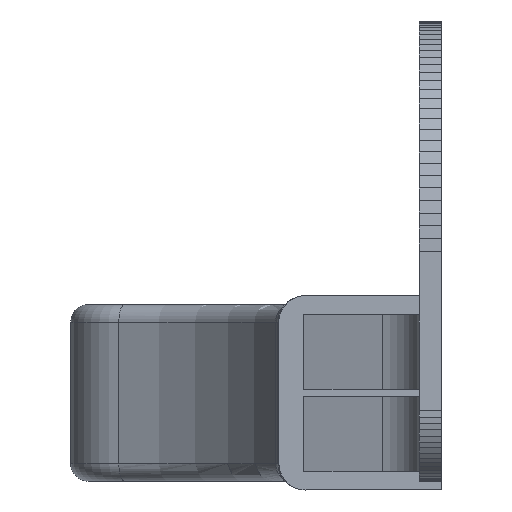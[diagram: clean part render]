
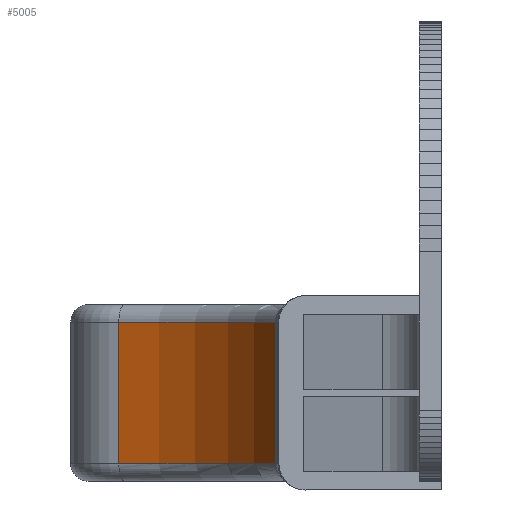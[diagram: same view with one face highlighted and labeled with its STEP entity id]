
A CAD part, left-side view. The second image highlights one B-rep face of the part: STEP entity #5005.
In plain terms, the highlighted cylindrical face has radius 32.576 mm (diameter 65.153 mm), a partial arc.
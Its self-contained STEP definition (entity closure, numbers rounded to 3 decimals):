
#49=CYLINDRICAL_SURFACE('',#5295,32.576);
#110=CIRCLE('',#5294,32.576);
#111=CIRCLE('',#5296,32.576);
#334=FACE_OUTER_BOUND('',#591,.T.);
#591=EDGE_LOOP('',(#4281,#4282,#4283,#4284));
#1228=LINE('',#9348,#1861);
#1231=LINE('',#9542,#1864);
#1861=VECTOR('',#6321,16.);
#1864=VECTOR('',#6338,16.);
#2432=VERTEX_POINT('',#9325);
#2433=VERTEX_POINT('',#9346);
#2434=VERTEX_POINT('',#9525);
#2435=VERTEX_POINT('',#9540);
#3079=EDGE_CURVE('',#2433,#2432,#1228,.T.);
#3083=EDGE_CURVE('',#2432,#2434,#110,.T.);
#3085=EDGE_CURVE('',#2435,#2433,#111,.T.);
#3086=EDGE_CURVE('',#2435,#2434,#1231,.T.);
#4281=ORIENTED_EDGE('',*,*,#3079,.F.);
#4282=ORIENTED_EDGE('',*,*,#3085,.F.);
#4283=ORIENTED_EDGE('',*,*,#3086,.T.);
#4284=ORIENTED_EDGE('',*,*,#3083,.F.);
#5005=ADVANCED_FACE('',(#334),#49,.F.);
#5294=AXIS2_PLACEMENT_3D('',#9526,#6332,#6333);
#5295=AXIS2_PLACEMENT_3D('',#9539,#6334,#6335);
#5296=AXIS2_PLACEMENT_3D('',#9541,#6336,#6337);
#6321=DIRECTION('',(0.,0.,-1.));
#6332=DIRECTION('center_axis',(0.,0.,1.));
#6333=DIRECTION('ref_axis',(0.683,-0.731,0.));
#6334=DIRECTION('center_axis',(0.,0.,-1.));
#6335=DIRECTION('ref_axis',(-0.305,0.952,0.));
#6336=DIRECTION('center_axis',(0.,0.,-1.));
#6337=DIRECTION('ref_axis',(0.683,-0.731,0.));
#6338=DIRECTION('',(0.,0.,-1.));
#9325=CARTESIAN_POINT('',(-24.437,-23.216,-18.));
#9346=CARTESIAN_POINT('',(-24.437,-23.216,-2.));
#9348=CARTESIAN_POINT('',(-24.437,-23.216,0.));
#9525=CARTESIAN_POINT('',(-7.389,-5.458,-18.));
#9526=CARTESIAN_POINT('Origin',(-37.671,6.551,-18.));
#9539=CARTESIAN_POINT('Origin',(-37.671,6.551,0.));
#9540=CARTESIAN_POINT('',(-7.389,-5.458,-2.));
#9541=CARTESIAN_POINT('Origin',(-37.671,6.551,-2.));
#9542=CARTESIAN_POINT('',(-7.389,-5.458,0.));
